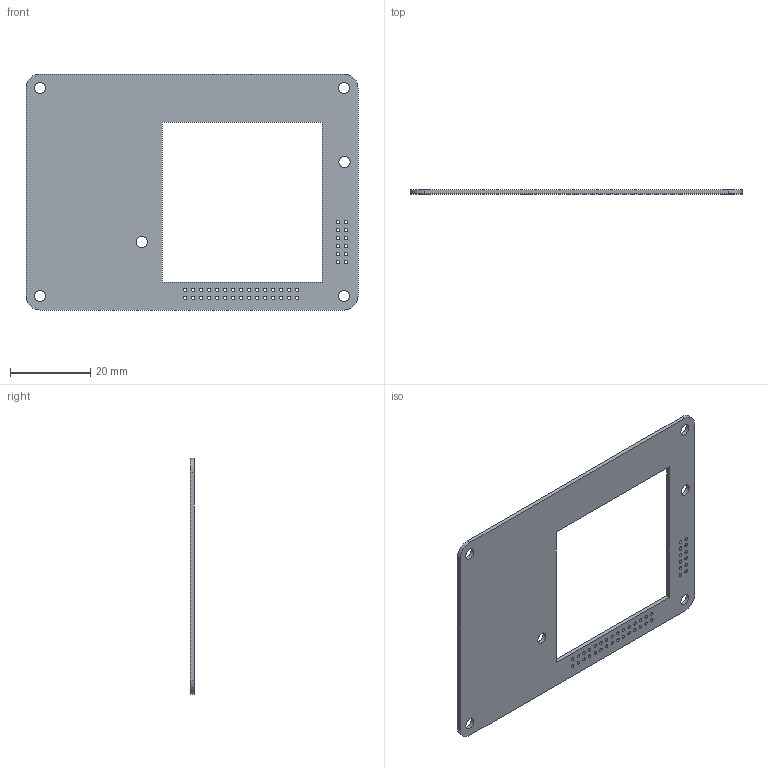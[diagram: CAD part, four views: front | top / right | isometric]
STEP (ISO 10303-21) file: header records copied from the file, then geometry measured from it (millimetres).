
FILE_DESCRIPTION(/* description */ ('STEP AP214'),/* implementation_level */ '2;1');
FILE_NAME(/* name */ 'Odroid-XU4.stp',/* time_stamp */ '2018-02-15T18:40:34+01:00',/* author */ ('kristoffer'),/* organization */ ('Microsoft'),/* preprocessor_version */ 'ST-DEVELOPER v17',/* originating_system */ 'Autodesk Inventor 2018',/* authorisation */ '');
FILE_SCHEMA (('AUTOMOTIVE_DESIGN { 1 0 10303 214 3 1 1 }'));
Length unit declared in the file: millimetre
Products named in the file (1): Odroid-XU4
Bounding box: 83 x 1 x 59 mm (x, y, z)
Volume: 3224.5 mm3; surface area: 7052.8 mm2
Topology: 1 solids, 1 shells, 62 faces, 202 edges, 152 vertices
Faces by surface type: cylinder 52, plane 10
Full cylindrical faces by diameter (mm): 0.85 x42, 2.845 x6
Entity records: 2544 total; most frequent: DIRECTION 434, CARTESIAN_POINT 407, ORIENTED_EDGE 384, EDGE_CURVE 192, AXIS2_PLACEMENT_3D 179, EDGE_LOOP 160, VERTEX_POINT 132, CIRCLE 116
